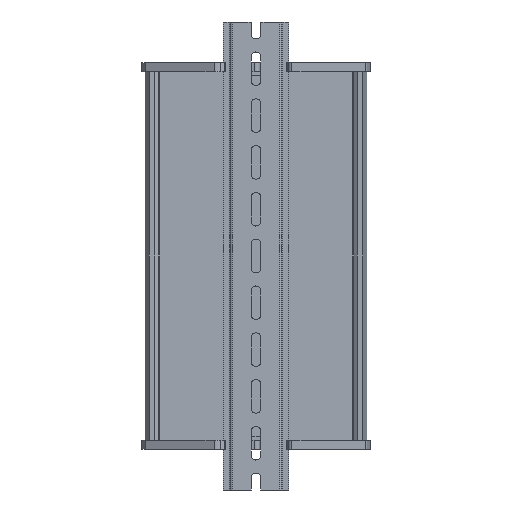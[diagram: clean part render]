
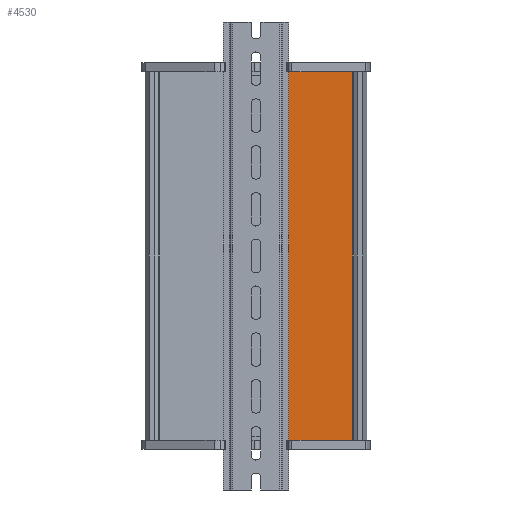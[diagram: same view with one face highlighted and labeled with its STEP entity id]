
A CAD part, front view. The second image highlights one B-rep face of the part: STEP entity #4530.
In plain terms, the highlighted planar face has unit normal (0, -1, 0).
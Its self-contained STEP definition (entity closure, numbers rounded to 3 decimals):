
#263 = VECTOR ( 'NONE', #1039, 1000. ) ;
#1039 = DIRECTION ( 'NONE',  ( 0., 0., 1. ) ) ;
#1491 = VERTEX_POINT ( 'NONE', #4012 ) ;
#1787 = VECTOR ( 'NONE', #17205, 1000. ) ;
#2212 = CARTESIAN_POINT ( 'NONE',  ( 6.025, -1.653, -200. ) ) ;
#3100 = CARTESIAN_POINT ( 'NONE',  ( 6.025, -1.653, -200. ) ) ;
#3759 = ORIENTED_EDGE ( 'NONE', *, *, #12888, .F. ) ;
#4012 = CARTESIAN_POINT ( 'NONE',  ( 6.025, -1.653, 0. ) ) ;
#4530 = ADVANCED_FACE ( 'NONE', ( #19949 ), #20180, .T. ) ;
#5524 = CARTESIAN_POINT ( 'NONE',  ( 51.609, -1.653, -200. ) ) ;
#6779 = EDGE_CURVE ( 'NONE', #1491, #9526, #22998, .T. ) ;
#7057 = LINE ( 'NONE', #20931, #1787 ) ;
#8942 = VECTOR ( 'NONE', #10971, 1000. ) ;
#9526 = VERTEX_POINT ( 'NONE', #16798 ) ;
#9797 = EDGE_CURVE ( 'NONE', #19027, #24371, #7057, .T. ) ;
#10293 = DIRECTION ( 'NONE',  ( 0., 0., -1. ) ) ;
#10971 = DIRECTION ( 'NONE',  ( 0., 0., 1. ) ) ;
#12087 = EDGE_LOOP ( 'NONE', ( #19429, #3759, #20386, #15604 ) ) ;
#12888 = EDGE_CURVE ( 'NONE', #19027, #1491, #13264, .T. ) ;
#13264 = LINE ( 'NONE', #25074, #8942 ) ;
#15604 = ORIENTED_EDGE ( 'NONE', *, *, #16053, .T. ) ;
#16053 = EDGE_CURVE ( 'NONE', #24371, #9526, #25417, .T. ) ;
#16147 = AXIS2_PLACEMENT_3D ( 'NONE', #2212, #22359, #10293 ) ;
#16798 = CARTESIAN_POINT ( 'NONE',  ( 51.609, -1.653, 0. ) ) ;
#17205 = DIRECTION ( 'NONE',  ( 1., 0., 0. ) ) ;
#17902 = DIRECTION ( 'NONE',  ( 1., 0., 0. ) ) ;
#19027 = VERTEX_POINT ( 'NONE', #3100 ) ;
#19429 = ORIENTED_EDGE ( 'NONE', *, *, #6779, .F. ) ;
#19796 = CARTESIAN_POINT ( 'NONE',  ( 6.025, -1.653, 0. ) ) ;
#19949 = FACE_OUTER_BOUND ( 'NONE', #12087, .T. ) ;
#20180 = PLANE ( 'NONE',  #16147 ) ;
#20386 = ORIENTED_EDGE ( 'NONE', *, *, #9797, .T. ) ;
#20820 = CARTESIAN_POINT ( 'NONE',  ( 51.609, -1.653, -200. ) ) ;
#20931 = CARTESIAN_POINT ( 'NONE',  ( 6.025, -1.653, -200. ) ) ;
#22359 = DIRECTION ( 'NONE',  ( 0., -1., 0. ) ) ;
#22998 = LINE ( 'NONE', #19796, #24899 ) ;
#24371 = VERTEX_POINT ( 'NONE', #5524 ) ;
#24899 = VECTOR ( 'NONE', #17902, 1000. ) ;
#25074 = CARTESIAN_POINT ( 'NONE',  ( 6.025, -1.653, -200. ) ) ;
#25417 = LINE ( 'NONE', #20820, #263 ) ;
